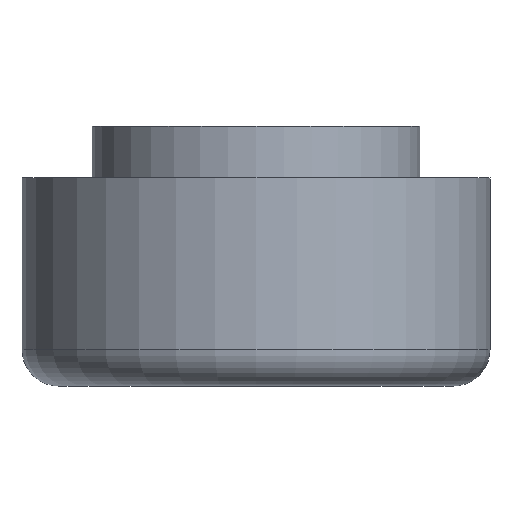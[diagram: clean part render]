
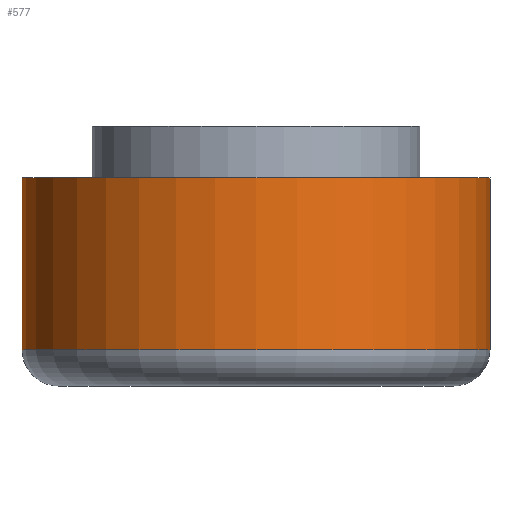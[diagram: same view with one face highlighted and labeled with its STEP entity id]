
A CAD part, front view. The second image highlights one B-rep face of the part: STEP entity #577.
In plain terms, the highlighted cylindrical face has radius 45 mm (diameter 90 mm), a partial arc.
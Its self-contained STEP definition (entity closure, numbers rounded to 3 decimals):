
#16 = VERTEX_POINT ( 'NONE', #533 ) ;
#59 = ORIENTED_EDGE ( 'NONE', *, *, #408, .T. ) ;
#80 = DIRECTION ( 'NONE',  ( -1., 0., 0. ) ) ;
#94 = AXIS2_PLACEMENT_3D ( 'NONE', #384, #387, #120 ) ;
#102 = EDGE_CURVE ( 'NONE', #491, #16, #540, .T. ) ;
#108 = CARTESIAN_POINT ( 'NONE',  ( -45., 0., 40. ) ) ;
#120 = DIRECTION ( 'NONE',  ( 1., 0., 0. ) ) ;
#127 = EDGE_LOOP ( 'NONE', ( #353, #618, #328, #59 ) ) ;
#155 = CARTESIAN_POINT ( 'NONE',  ( -45., 0., 7. ) ) ;
#202 = DIRECTION ( 'NONE',  ( 0., 0., -1. ) ) ;
#227 = CARTESIAN_POINT ( 'NONE',  ( 0., 0., 25. ) ) ;
#260 = VERTEX_POINT ( 'NONE', #446 ) ;
#273 = VERTEX_POINT ( 'NONE', #155 ) ;
#314 = EDGE_CURVE ( 'NONE', #491, #273, #603, .T. ) ;
#328 = ORIENTED_EDGE ( 'NONE', *, *, #314, .T. ) ;
#348 = AXIS2_PLACEMENT_3D ( 'NONE', #227, #202, #80 ) ;
#353 = ORIENTED_EDGE ( 'NONE', *, *, #394, .F. ) ;
#357 = CARTESIAN_POINT ( 'NONE',  ( 0., 0., 40. ) ) ;
#358 = DIRECTION ( 'NONE',  ( 0., 0., 1. ) ) ;
#364 = DIRECTION ( 'NONE',  ( 1., 0., 0. ) ) ;
#384 = CARTESIAN_POINT ( 'NONE',  ( 0., 0., 7. ) ) ;
#387 = DIRECTION ( 'NONE',  ( 0., 0., 1. ) ) ;
#394 = EDGE_CURVE ( 'NONE', #16, #260, #561, .T. ) ;
#408 = EDGE_CURVE ( 'NONE', #273, #260, #527, .T. ) ;
#417 = CYLINDRICAL_SURFACE ( 'NONE', #348, 45. ) ;
#440 = FACE_OUTER_BOUND ( 'NONE', #127, .T. ) ;
#446 = CARTESIAN_POINT ( 'NONE',  ( 45., 0., 7. ) ) ;
#491 = VERTEX_POINT ( 'NONE', #108 ) ;
#527 = CIRCLE ( 'NONE', #94, 45. ) ;
#533 = CARTESIAN_POINT ( 'NONE',  ( 45., 0., 40. ) ) ;
#539 = DIRECTION ( 'NONE',  ( 0., 0., -1. ) ) ;
#540 = CIRCLE ( 'NONE', #557, 45. ) ;
#547 = CARTESIAN_POINT ( 'NONE',  ( -45., 0., 25. ) ) ;
#557 = AXIS2_PLACEMENT_3D ( 'NONE', #357, #358, #364 ) ;
#558 = CARTESIAN_POINT ( 'NONE',  ( 45., 0., 25. ) ) ;
#561 = LINE ( 'NONE', #558, #562 ) ;
#562 = VECTOR ( 'NONE', #599, 1000. ) ;
#577 = ADVANCED_FACE ( 'NONE', ( #440 ), #417, .T. ) ;
#590 = VECTOR ( 'NONE', #539, 1000. ) ;
#599 = DIRECTION ( 'NONE',  ( 0., 0., -1. ) ) ;
#603 = LINE ( 'NONE', #547, #590 ) ;
#618 = ORIENTED_EDGE ( 'NONE', *, *, #102, .F. ) ;
